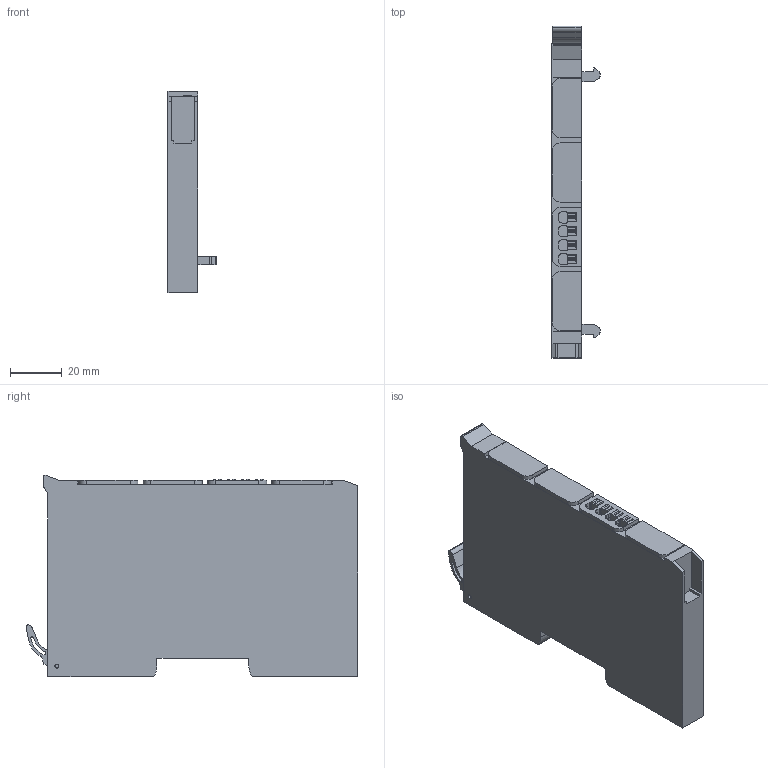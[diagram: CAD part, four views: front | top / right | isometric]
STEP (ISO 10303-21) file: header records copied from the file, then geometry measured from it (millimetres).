
FILE_DESCRIPTION(('CATIA V5R24 STEP','CAx-IF Rec.Pracs.--- Model Styling and Organization---1.2---2011-12-15'),'2;1');
FILE_NAME ('D1451219_0', '2016-10-28T10:02:03+00:00', ('Weidmueller Interface'), ('Weidmueller'), 'CATIA Version 5-6 Release 2014 SP4 HF52', 'CATIA V5 STEP AP214', 'none');
FILE_SCHEMA(('AUTOMOTIVE_DESIGN { 1 0 10303 214 1 1 1 1 }'));
Length unit declared in the file: millimetre
Products named in the file (1): 1334710000
Bounding box: 18.5 x 127.88 x 77.45 mm (x, y, z)
Volume: 99123.8 mm3; surface area: 27357.6 mm2
Topology: 10 solids, 10 shells, 427 faces, 1159 edges, 772 vertices
Faces by surface type: plane 287, cylinder 140
Entity records: 13253 total; most frequent: CARTESIAN_POINT 2401, ORIENTED_EDGE 2318, DIRECTION 2004, EDGE_CURVE 1159, VECTOR 879, LINE 879, VERTEX_POINT 772, AXIS2_PLACEMENT_3D 699
